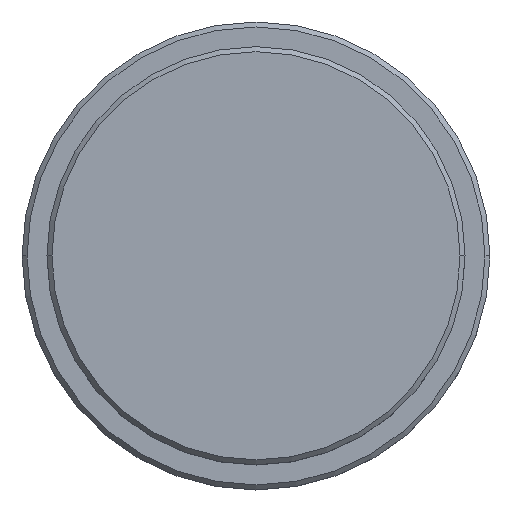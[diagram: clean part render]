
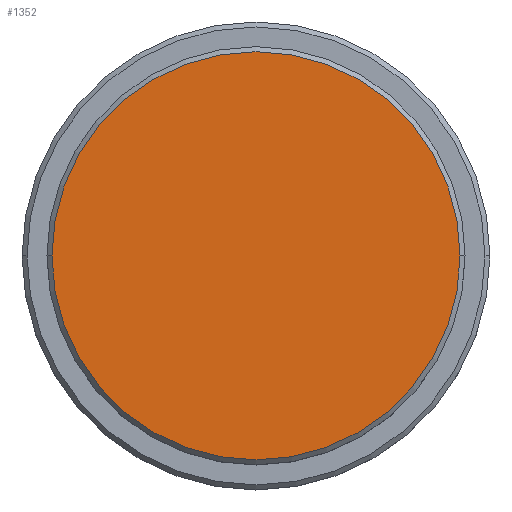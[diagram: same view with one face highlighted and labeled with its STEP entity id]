
A CAD part, top view. The second image highlights one B-rep face of the part: STEP entity #1352.
In plain terms, the highlighted planar face has unit normal (0, 0, 1).
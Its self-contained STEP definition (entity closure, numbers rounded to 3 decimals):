
#116 = EDGE_LOOP ( 'NONE', ( #987, #832 ) ) ;
#191 = CARTESIAN_POINT ( 'NONE',  ( 20.5, 0., 0. ) ) ;
#263 = DIRECTION ( 'NONE',  ( 0., 0., 1. ) ) ;
#313 = AXIS2_PLACEMENT_3D ( 'NONE', #598, #1169, #393 ) ;
#393 = DIRECTION ( 'NONE',  ( 1., 0., 0. ) ) ;
#485 = DIRECTION ( 'NONE',  ( 1., 0., 0. ) ) ;
#559 = AXIS2_PLACEMENT_3D ( 'NONE', #763, #1001, #1094 ) ;
#598 = CARTESIAN_POINT ( 'NONE',  ( 0., 0., 0. ) ) ;
#602 = PLANE ( 'NONE',  #614 ) ;
#614 = AXIS2_PLACEMENT_3D ( 'NONE', #894, #263, #485 ) ;
#763 = CARTESIAN_POINT ( 'NONE',  ( 0., 0., 0. ) ) ;
#805 = CIRCLE ( 'NONE', #313, 20.5 ) ;
#832 = ORIENTED_EDGE ( 'NONE', *, *, #1030, .T. ) ;
#879 = CIRCLE ( 'NONE', #559, 20.5 ) ;
#894 = CARTESIAN_POINT ( 'NONE',  ( 0., 0., 0. ) ) ;
#964 = VERTEX_POINT ( 'NONE', #191 ) ;
#987 = ORIENTED_EDGE ( 'NONE', *, *, #1408, .T. ) ;
#1001 = DIRECTION ( 'NONE',  ( 0., 0., 1. ) ) ;
#1030 = EDGE_CURVE ( 'NONE', #964, #1307, #805, .T. ) ;
#1094 = DIRECTION ( 'NONE',  ( 1., 0., 0. ) ) ;
#1169 = DIRECTION ( 'NONE',  ( 0., 0., 1. ) ) ;
#1264 = FACE_OUTER_BOUND ( 'NONE', #116, .T. ) ;
#1307 = VERTEX_POINT ( 'NONE', #1329 ) ;
#1329 = CARTESIAN_POINT ( 'NONE',  ( -20.5, 0., 0. ) ) ;
#1352 = ADVANCED_FACE ( 'NONE', ( #1264 ), #602, .T. ) ;
#1408 = EDGE_CURVE ( 'NONE', #1307, #964, #879, .T. ) ;
